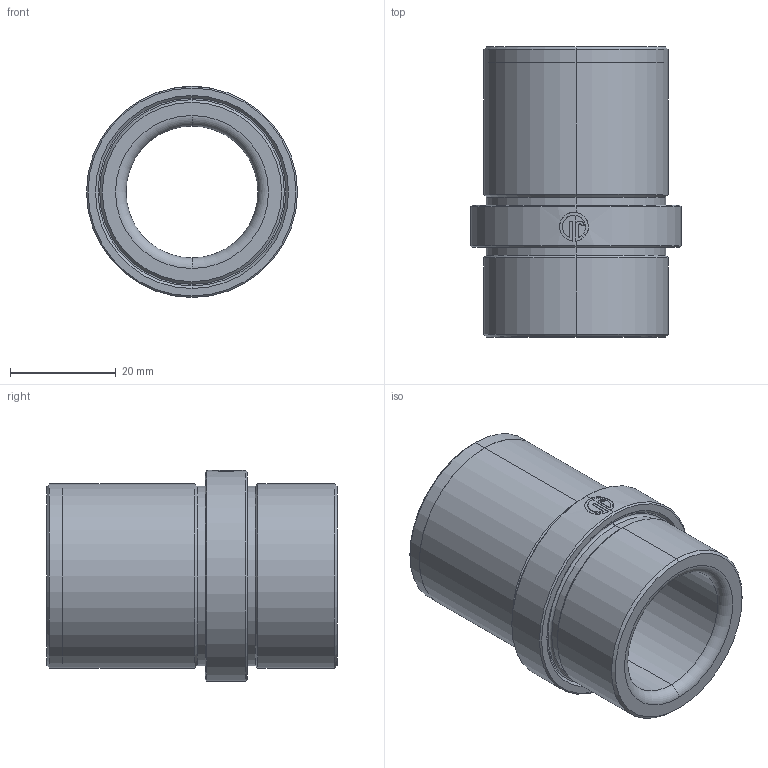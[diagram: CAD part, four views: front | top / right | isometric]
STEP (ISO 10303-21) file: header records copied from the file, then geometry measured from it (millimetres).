
FILE_DESCRIPTION (( 'STEP AP214' ), '1' );
FILE_NAME ('EBB-d25-L55.step', '2022-07-15T07:46:13', ( 'User' ), ( 'china' ), 'SwSTEP 2.0', 'SolidWorks 2016', '' );
FILE_SCHEMA (( 'AUTOMOTIVE_DESIGN' ));
Length unit declared in the file: millimetre
Products named in the file (1): EBB-d25-L55
Bounding box: 40 x 55 x 40 mm (x, y, z)
Volume: 27855.4 mm3; surface area: 12082.6 mm2
Topology: 1 solids, 1 shells, 65 faces, 150 edges, 92 vertices
Faces by surface type: cylinder 26, cone 18, plane 15, torus 6
Entity records: 2094 total; most frequent: CARTESIAN_POINT 590, DIRECTION 316, ORIENTED_EDGE 300, EDGE_CURVE 150, AXIS2_PLACEMENT_3D 128, VERTEX_POINT 92, EDGE_LOOP 72, ADVANCED_FACE 65
